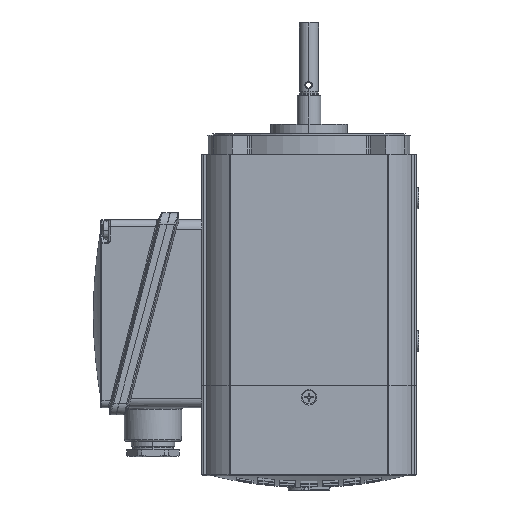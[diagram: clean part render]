
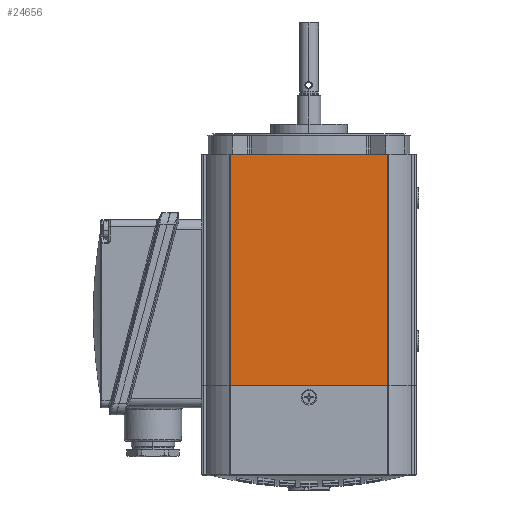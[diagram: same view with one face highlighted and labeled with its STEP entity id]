
A CAD part, left-side view. The second image highlights one B-rep face of the part: STEP entity #24656.
In plain terms, the highlighted planar face has unit normal (1, 0, 0).
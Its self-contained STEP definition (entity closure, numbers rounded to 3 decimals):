
#911 = FACE_OUTER_BOUND ( 'NONE', #8676, .T. ) ;
#5544 = AXIS2_PLACEMENT_3D ( 'NONE', #9831, #9847, #9848 ) ;
#8586 = ORIENTED_EDGE ( 'NONE', *, *, #33604, .T. ) ;
#8587 = ORIENTED_EDGE ( 'NONE', *, *, #10687, .T. ) ;
#8588 = ORIENTED_EDGE ( 'NONE', *, *, #33605, .T. ) ;
#8589 = ORIENTED_EDGE ( 'NONE', *, *, #33609, .T. ) ;
#8676 = EDGE_LOOP ( 'NONE', ( #8586, #8587, #8588, #8589 ) ) ;
#8783 = VERTEX_POINT ( 'NONE', #30228 ) ;
#8788 = VERTEX_POINT ( 'NONE', #30233 ) ;
#9831 = CARTESIAN_POINT ( 'NONE',  ( -45., 45., 99. ) ) ;
#9841 = PLANE ( 'NONE',  #5544 ) ;
#9847 = DIRECTION ( 'NONE',  ( 1., 0., 0. ) ) ;
#9848 = DIRECTION ( 'NONE',  ( 0., 1., 0. ) ) ;
#10687 = EDGE_CURVE ( 'NONE', #28999, #29002, #38731, .T. ) ;
#15387 = CARTESIAN_POINT ( 'NONE',  ( -45., 33., 98. ) ) ;
#15392 = CARTESIAN_POINT ( 'NONE',  ( -45., -33., 98. ) ) ;
#24656 = ADVANCED_FACE ( 'NONE', ( #911 ), #9841, .T. ) ;
#27170 = CARTESIAN_POINT ( 'NONE',  ( -45., 33., 99. ) ) ;
#27171 = DIRECTION ( 'NONE',  ( 0., 0., 1. ) ) ;
#27172 = CARTESIAN_POINT ( 'NONE',  ( -45., -33., 99. ) ) ;
#27173 = DIRECTION ( 'NONE',  ( 0., 0., -1. ) ) ;
#27180 = CARTESIAN_POINT ( 'NONE',  ( -45., 45., 1. ) ) ;
#27181 = DIRECTION ( 'NONE',  ( 0., 1., 0. ) ) ;
#27577 = LINE ( 'NONE', #27170, #27580 ) ;
#27579 = LINE ( 'NONE', #27172, #27582 ) ;
#27580 = VECTOR ( 'NONE', #27171, 1000. ) ;
#27582 = VECTOR ( 'NONE', #27173, 1000. ) ;
#27586 = LINE ( 'NONE', #27180, #27589 ) ;
#27589 = VECTOR ( 'NONE', #27181, 1000. ) ;
#28999 = VERTEX_POINT ( 'NONE', #15387 ) ;
#29002 = VERTEX_POINT ( 'NONE', #15392 ) ;
#30228 = CARTESIAN_POINT ( 'NONE',  ( -45., 33., 1. ) ) ;
#30233 = CARTESIAN_POINT ( 'NONE',  ( -45., -33., 1. ) ) ;
#33604 = EDGE_CURVE ( 'NONE', #8783, #28999, #27577, .T. ) ;
#33605 = EDGE_CURVE ( 'NONE', #29002, #8788, #27579, .T. ) ;
#33609 = EDGE_CURVE ( 'NONE', #8788, #8783, #27586, .T. ) ;
#38731 = LINE ( 'NONE', #42381, #38733 ) ;
#38733 = VECTOR ( 'NONE', #42376, 1000. ) ;
#42376 = DIRECTION ( 'NONE',  ( 0., -1., 0. ) ) ;
#42381 = CARTESIAN_POINT ( 'NONE',  ( -45., 45., 98. ) ) ;
